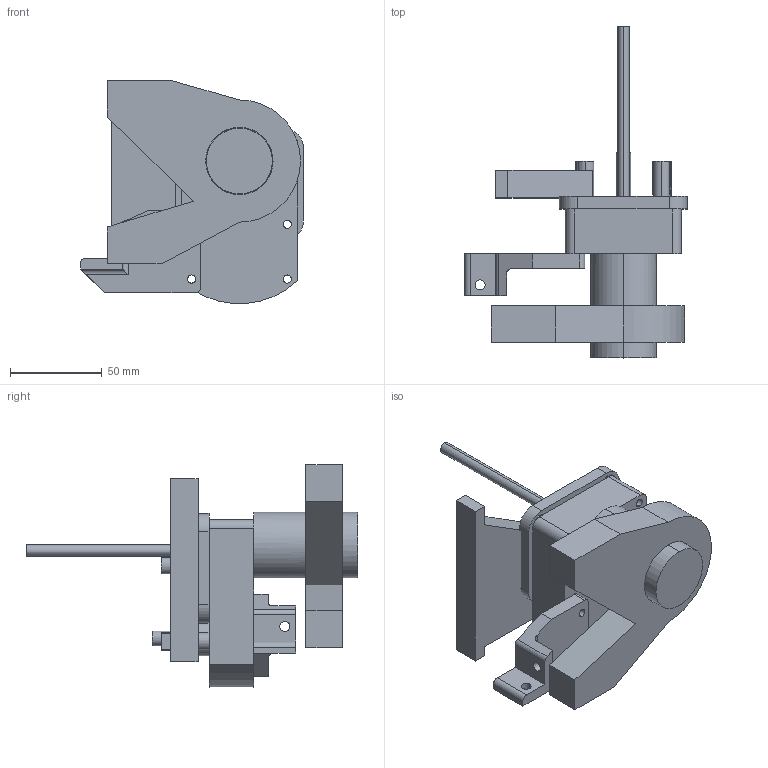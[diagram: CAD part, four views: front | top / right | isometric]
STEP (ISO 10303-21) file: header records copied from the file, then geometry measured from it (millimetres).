
FILE_DESCRIPTION (( 'STEP AP203' ), '1' );
FILE_NAME ('DC Motor Gearbox 3,9Nm.STEP', '2021-07-11T12:36:48', ( '' ), ( '' ), 'SwSTEP 2.0', 'SolidWorks 2020', '' );
FILE_SCHEMA (( 'CONFIG_CONTROL_DESIGN' ));
Length unit declared in the file: millimetre
Products named in the file (1): DC Motor Gearbox 3,9Nm
Bounding box: 121.84 x 181.4 x 121.84 mm (x, y, z)
Volume: 420573.5 mm3; surface area: 87643.6 mm2
Topology: 10 solids, 10 shells, 236 faces, 569 edges, 378 vertices
Faces by surface type: cylinder 136, plane 100
Entity records: 7130 total; most frequent: DIRECTION 1310, CARTESIAN_POINT 1193, ORIENTED_EDGE 1138, EDGE_CURVE 569, AXIS2_PLACEMENT_3D 507, VERTEX_POINT 378, EDGE_LOOP 301, LINE 296
